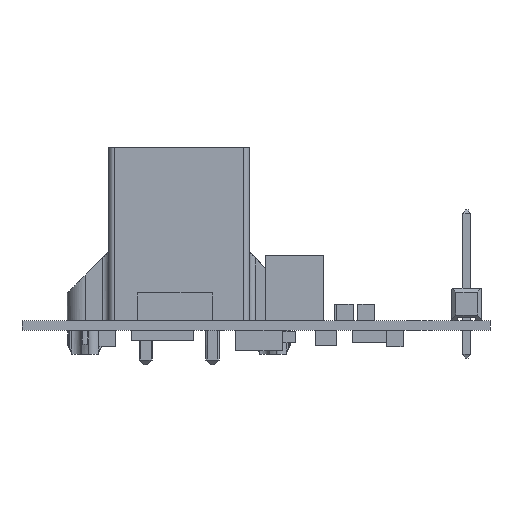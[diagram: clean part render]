
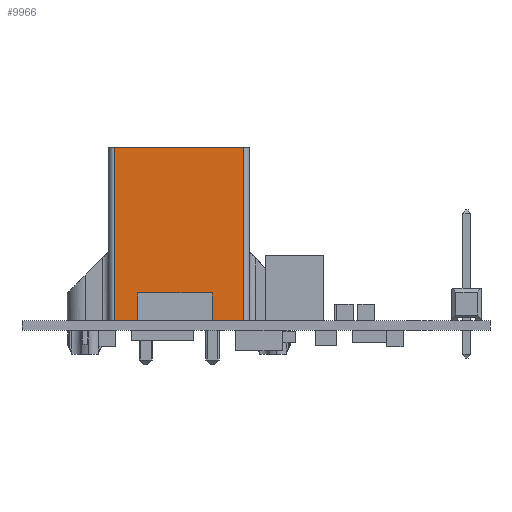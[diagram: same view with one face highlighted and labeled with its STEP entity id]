
A CAD part, front view. The second image highlights one B-rep face of the part: STEP entity #9966.
In plain terms, the highlighted planar face has unit normal (0, -1, 0).
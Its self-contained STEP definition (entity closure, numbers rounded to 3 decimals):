
#5096 = PLANE('',#5097);
#5097 = AXIS2_PLACEMENT_3D('',#5098,#5099,#5100);
#5098 = CARTESIAN_POINT('',(-9.999,3.031,-2.127));
#5099 = DIRECTION('',(0.,0.,-1.));
#5100 = DIRECTION('',(-1.,0.,0.));
#5174 = PLANE('',#5175);
#5175 = AXIS2_PLACEMENT_3D('',#5176,#5177,#5178);
#5176 = CARTESIAN_POINT('',(-1.903,12.353,12.673));
#5177 = DIRECTION('',(0.,0.,-1.));
#5178 = DIRECTION('',(-1.,0.,0.));
#5688 = VERTEX_POINT('',#5689);
#5689 = CARTESIAN_POINT('',(-18.363,-2.919,-2.127));
#5704 = CYLINDRICAL_SURFACE('',#5705,0.5);
#5705 = AXIS2_PLACEMENT_3D('',#5706,#5707,#5708);
#5706 = CARTESIAN_POINT('',(-18.363,-2.419,5.273));
#5707 = DIRECTION('',(0.,0.,-1.));
#5708 = DIRECTION('',(-1.,0.,0.));
#5738 = EDGE_CURVE('',#5688,#5739,#5741,.T.);
#5739 = VERTEX_POINT('',#5740);
#5740 = CARTESIAN_POINT('',(-7.314,-2.919,-2.127));
#5741 = SURFACE_CURVE('',#5742,(#5746,#5753),.PCURVE_S1.);
#5742 = LINE('',#5743,#5744);
#5743 = CARTESIAN_POINT('',(-18.363,-2.919,-2.127));
#5744 = VECTOR('',#5745,1.);
#5745 = DIRECTION('',(1.,0.,0.));
#5746 = PCURVE('',#5096,#5747);
#5747 = DEFINITIONAL_REPRESENTATION('',(#5748),#5752);
#5748 = LINE('',#5749,#5750);
#5749 = CARTESIAN_POINT('',(8.365,-5.95));
#5750 = VECTOR('',#5751,1.);
#5751 = DIRECTION('',(-1.,0.));
#5752 = ( GEOMETRIC_REPRESENTATION_CONTEXT(2) 
PARAMETRIC_REPRESENTATION_CONTEXT() REPRESENTATION_CONTEXT('2D SPACE',''
  ) );
#5753 = PCURVE('',#5754,#5759);
#5754 = PLANE('',#5755);
#5755 = AXIS2_PLACEMENT_3D('',#5756,#5757,#5758);
#5756 = CARTESIAN_POINT('',(-7.314,-2.919,12.343));
#5757 = DIRECTION('',(0.,-1.,0.));
#5758 = DIRECTION('',(-1.,0.,0.));
#5759 = DEFINITIONAL_REPRESENTATION('',(#5760),#5764);
#5760 = LINE('',#5761,#5762);
#5761 = CARTESIAN_POINT('',(11.049,14.47));
#5762 = VECTOR('',#5763,1.);
#5763 = DIRECTION('',(-1.,0.));
#5764 = ( GEOMETRIC_REPRESENTATION_CONTEXT(2) 
PARAMETRIC_REPRESENTATION_CONTEXT() REPRESENTATION_CONTEXT('2D SPACE',''
  ) );
#5781 = CYLINDRICAL_SURFACE('',#5782,0.5);
#5782 = AXIS2_PLACEMENT_3D('',#5783,#5784,#5785);
#5783 = CARTESIAN_POINT('',(-7.314,-2.419,0.));
#5784 = DIRECTION('',(0.,0.,1.));
#5785 = DIRECTION('',(1.,0.,0.));
#6882 = VERTEX_POINT('',#6883);
#6883 = CARTESIAN_POINT('',(-7.314,-2.919,12.673));
#6931 = EDGE_CURVE('',#6882,#6932,#6934,.T.);
#6932 = VERTEX_POINT('',#6933);
#6933 = CARTESIAN_POINT('',(-18.363,-2.919,12.673));
#6934 = SURFACE_CURVE('',#6935,(#6939,#6946),.PCURVE_S1.);
#6935 = LINE('',#6936,#6937);
#6936 = CARTESIAN_POINT('',(-7.314,-2.919,12.673));
#6937 = VECTOR('',#6938,1.);
#6938 = DIRECTION('',(-1.,0.,0.));
#6939 = PCURVE('',#5174,#6940);
#6940 = DEFINITIONAL_REPRESENTATION('',(#6941),#6945);
#6941 = LINE('',#6942,#6943);
#6942 = CARTESIAN_POINT('',(5.411,-15.273));
#6943 = VECTOR('',#6944,1.);
#6944 = DIRECTION('',(1.,0.));
#6945 = ( GEOMETRIC_REPRESENTATION_CONTEXT(2) 
PARAMETRIC_REPRESENTATION_CONTEXT() REPRESENTATION_CONTEXT('2D SPACE',''
  ) );
#6946 = PCURVE('',#5754,#6947);
#6947 = DEFINITIONAL_REPRESENTATION('',(#6948),#6952);
#6948 = LINE('',#6949,#6950);
#6949 = CARTESIAN_POINT('',(0.,-0.33));
#6950 = VECTOR('',#6951,1.);
#6951 = DIRECTION('',(1.,0.));
#6952 = ( GEOMETRIC_REPRESENTATION_CONTEXT(2) 
PARAMETRIC_REPRESENTATION_CONTEXT() REPRESENTATION_CONTEXT('2D SPACE',''
  ) );
#9924 = EDGE_CURVE('',#6882,#5739,#9925,.T.);
#9925 = SURFACE_CURVE('',#9926,(#9930,#9959),.PCURVE_S1.);
#9926 = LINE('',#9927,#9928);
#9927 = CARTESIAN_POINT('',(-7.314,-2.919,12.673));
#9928 = VECTOR('',#9929,1.);
#9929 = DIRECTION('',(0.,0.,-1.));
#9930 = PCURVE('',#5781,#9931);
#9931 = DEFINITIONAL_REPRESENTATION('',(#9932),#9958);
#9932 = B_SPLINE_CURVE_WITH_KNOTS('',3,(#9933,#9934,#9935,#9936,#9937,
    #9938,#9939,#9940,#9941,#9942,#9943,#9944,#9945,#9946,#9947,#9948,
    #9949,#9950,#9951,#9952,#9953,#9954,#9955,#9956,#9957),
  .UNSPECIFIED.,.F.,.F.,(4,1,1,1,1,1,1,1,1,1,1,1,1,1,1,1,1,1,1,1,1,1,4),
  (0.,0.673,1.345,2.018,2.691,
    3.364,4.036,4.709,5.382,
    6.055,6.727,7.4,8.073,8.745,
    9.418,10.091,10.764,11.436,
    12.109,12.782,13.455,14.127,14.8
    ),.QUASI_UNIFORM_KNOTS.);
#9933 = CARTESIAN_POINT('',(4.712,12.673));
#9934 = CARTESIAN_POINT('',(4.712,12.449));
#9935 = CARTESIAN_POINT('',(4.712,12.));
#9936 = CARTESIAN_POINT('',(4.712,11.328));
#9937 = CARTESIAN_POINT('',(4.712,10.655));
#9938 = CARTESIAN_POINT('',(4.712,9.982));
#9939 = CARTESIAN_POINT('',(4.712,9.309));
#9940 = CARTESIAN_POINT('',(4.712,8.637));
#9941 = CARTESIAN_POINT('',(4.712,7.964));
#9942 = CARTESIAN_POINT('',(4.712,7.291));
#9943 = CARTESIAN_POINT('',(4.712,6.618));
#9944 = CARTESIAN_POINT('',(4.712,5.946));
#9945 = CARTESIAN_POINT('',(4.712,5.273));
#9946 = CARTESIAN_POINT('',(4.712,4.6));
#9947 = CARTESIAN_POINT('',(4.712,3.928));
#9948 = CARTESIAN_POINT('',(4.712,3.255));
#9949 = CARTESIAN_POINT('',(4.712,2.582));
#9950 = CARTESIAN_POINT('',(4.712,1.909));
#9951 = CARTESIAN_POINT('',(4.712,1.237));
#9952 = CARTESIAN_POINT('',(4.712,0.564));
#9953 = CARTESIAN_POINT('',(4.712,-0.109));
#9954 = CARTESIAN_POINT('',(4.712,-0.782));
#9955 = CARTESIAN_POINT('',(4.712,-1.454));
#9956 = CARTESIAN_POINT('',(4.712,-1.903));
#9957 = CARTESIAN_POINT('',(4.712,-2.127));
#9958 = ( GEOMETRIC_REPRESENTATION_CONTEXT(2) 
PARAMETRIC_REPRESENTATION_CONTEXT() REPRESENTATION_CONTEXT('2D SPACE',''
  ) );
#9959 = PCURVE('',#5754,#9960);
#9960 = DEFINITIONAL_REPRESENTATION('',(#9961),#9965);
#9961 = LINE('',#9962,#9963);
#9962 = CARTESIAN_POINT('',(0.,-0.33));
#9963 = VECTOR('',#9964,1.);
#9964 = DIRECTION('',(0.,1.));
#9965 = ( GEOMETRIC_REPRESENTATION_CONTEXT(2) 
PARAMETRIC_REPRESENTATION_CONTEXT() REPRESENTATION_CONTEXT('2D SPACE',''
  ) );
#9966 = ADVANCED_FACE('',(#9967),#5754,.T.);
#9967 = FACE_BOUND('',#9968,.F.);
#9968 = EDGE_LOOP('',(#9969,#10012,#10013,#10014));
#9969 = ORIENTED_EDGE('',*,*,#9970,.T.);
#9970 = EDGE_CURVE('',#5688,#6932,#9971,.T.);
#9971 = SURFACE_CURVE('',#9972,(#9976,#9983),.PCURVE_S1.);
#9972 = LINE('',#9973,#9974);
#9973 = CARTESIAN_POINT('',(-18.363,-2.919,-2.127));
#9974 = VECTOR('',#9975,1.);
#9975 = DIRECTION('',(0.,0.,1.));
#9976 = PCURVE('',#5754,#9977);
#9977 = DEFINITIONAL_REPRESENTATION('',(#9978),#9982);
#9978 = LINE('',#9979,#9980);
#9979 = CARTESIAN_POINT('',(11.049,14.47));
#9980 = VECTOR('',#9981,1.);
#9981 = DIRECTION('',(0.,-1.));
#9982 = ( GEOMETRIC_REPRESENTATION_CONTEXT(2) 
PARAMETRIC_REPRESENTATION_CONTEXT() REPRESENTATION_CONTEXT('2D SPACE',''
  ) );
#9983 = PCURVE('',#5704,#9984);
#9984 = DEFINITIONAL_REPRESENTATION('',(#9985),#10011);
#9985 = B_SPLINE_CURVE_WITH_KNOTS('',3,(#9986,#9987,#9988,#9989,#9990,
    #9991,#9992,#9993,#9994,#9995,#9996,#9997,#9998,#9999,#10000,#10001,
    #10002,#10003,#10004,#10005,#10006,#10007,#10008,#10009,#10010),
  .UNSPECIFIED.,.F.,.F.,(4,1,1,1,1,1,1,1,1,1,1,1,1,1,1,1,1,1,1,1,1,1,4),
  (0.,0.673,1.345,2.018,2.691,
    3.364,4.036,4.709,5.382,
    6.055,6.727,7.4,8.073,8.745,
    9.418,10.091,10.764,11.436,
    12.109,12.782,13.455,14.127,14.8
    ),.QUASI_UNIFORM_KNOTS.);
#9986 = CARTESIAN_POINT('',(4.712,7.4));
#9987 = CARTESIAN_POINT('',(4.712,7.176));
#9988 = CARTESIAN_POINT('',(4.712,6.727));
#9989 = CARTESIAN_POINT('',(4.712,6.055));
#9990 = CARTESIAN_POINT('',(4.712,5.382));
#9991 = CARTESIAN_POINT('',(4.712,4.709));
#9992 = CARTESIAN_POINT('',(4.712,4.036));
#9993 = CARTESIAN_POINT('',(4.712,3.364));
#9994 = CARTESIAN_POINT('',(4.712,2.691));
#9995 = CARTESIAN_POINT('',(4.712,2.018));
#9996 = CARTESIAN_POINT('',(4.712,1.345));
#9997 = CARTESIAN_POINT('',(4.712,0.673));
#9998 = CARTESIAN_POINT('',(4.712,0.));
#9999 = CARTESIAN_POINT('',(4.712,-0.673));
#10000 = CARTESIAN_POINT('',(4.712,-1.345));
#10001 = CARTESIAN_POINT('',(4.712,-2.018));
#10002 = CARTESIAN_POINT('',(4.712,-2.691));
#10003 = CARTESIAN_POINT('',(4.712,-3.364));
#10004 = CARTESIAN_POINT('',(4.712,-4.036));
#10005 = CARTESIAN_POINT('',(4.712,-4.709));
#10006 = CARTESIAN_POINT('',(4.712,-5.382));
#10007 = CARTESIAN_POINT('',(4.712,-6.055));
#10008 = CARTESIAN_POINT('',(4.712,-6.727));
#10009 = CARTESIAN_POINT('',(4.712,-7.176));
#10010 = CARTESIAN_POINT('',(4.712,-7.4));
#10011 = ( GEOMETRIC_REPRESENTATION_CONTEXT(2) 
PARAMETRIC_REPRESENTATION_CONTEXT() REPRESENTATION_CONTEXT('2D SPACE',''
  ) );
#10012 = ORIENTED_EDGE('',*,*,#6931,.F.);
#10013 = ORIENTED_EDGE('',*,*,#9924,.T.);
#10014 = ORIENTED_EDGE('',*,*,#5738,.F.);
